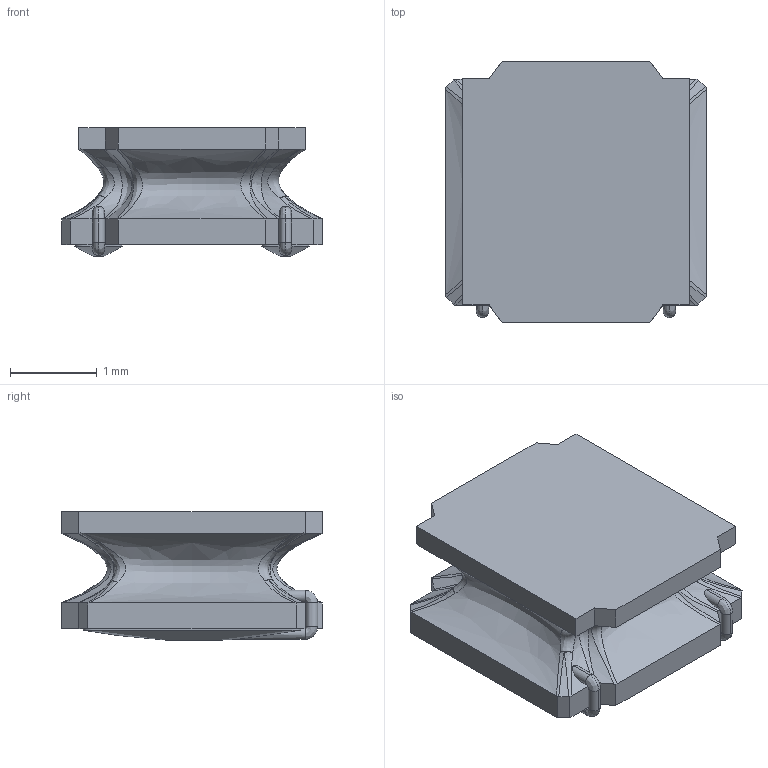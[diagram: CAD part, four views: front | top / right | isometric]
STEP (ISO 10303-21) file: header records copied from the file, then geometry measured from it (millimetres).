
FILE_DESCRIPTION(('FreeCAD Model'),'2;1');
FILE_NAME('NR3015.step','2017-07-30T13:52:05',( 'kicad StepUp'),('ksu MCAD'),'Open CASCADE STEP processor 6.8', 'FreeCAD','Unknown');
FILE_SCHEMA(('AUTOMOTIVE_DESIGN_CC2 { 1 2 10303 214 -1 1 5 4 }'));
Length unit declared in the file: millimetre
Products named in the file (2): ASSEMBLY; NR3015
Assembly tree (1 placements, depth 2):
  ASSEMBLY
    NR3015
Bounding box: 3 x 3 x 1.48 mm (x, y, z)
Volume: 8.6 mm3; surface area: 35.1 mm2
Topology: 1 solids, 1 shells, 125 faces, 348 edges, 218 vertices
Faces by surface type: bspline 65, plane 40, cylinder 20
Entity records: 8134 total; most frequent: CARTESIAN_POINT 4653, ORIENTED_EDGE 686, EDGE_CURVE 343, DIRECTION 328, VERTEX_POINT 218, B_SPLINE_CURVE_WITH_KNOTS 138, LINE 132, VECTOR 132
